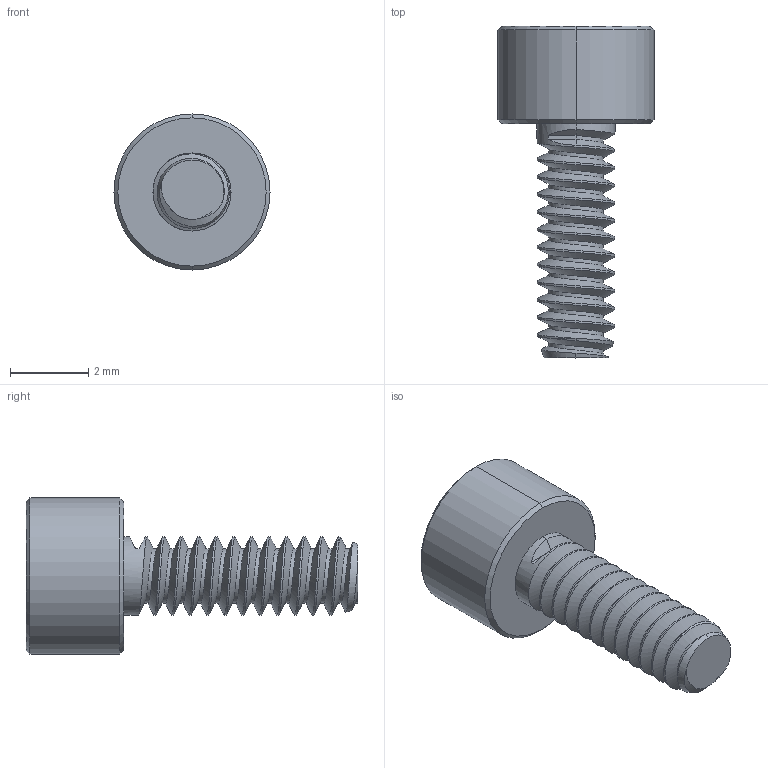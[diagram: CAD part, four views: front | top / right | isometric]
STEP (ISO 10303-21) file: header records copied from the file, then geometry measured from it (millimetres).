
FILE_DESCRIPTION (( 'STEP AP214' ), '1' );
FILE_NAME ('User Library-M2 SHCS.STEP', '2013-10-30T07:53:38', ( 'Windows User' ), ( '' ), 'SwSTEP 2.0', 'SolidWorks 2014', '' );
FILE_SCHEMA (( 'AUTOMOTIVE_DESIGN' ));
Length unit declared in the file: millimetre
Products named in the file (1): User Library-M2 SHCS
Bounding box: 4 x 8.5 x 4 mm (x, y, z)
Volume: 40.8 mm3; surface area: 117.3 mm2
Topology: 1 solids, 1 shells, 51 faces, 133 edges, 84 vertices
Faces by surface type: cylinder 26, plane 12, cone 10, bspline 3
Entity records: 3000 total; most frequent: CARTESIAN_POINT 1907, ORIENTED_EDGE 262, DIRECTION 177, EDGE_CURVE 131, VERTEX_POINT 84, AXIS2_PLACEMENT_3D 62, VECTOR 53, LINE 53
